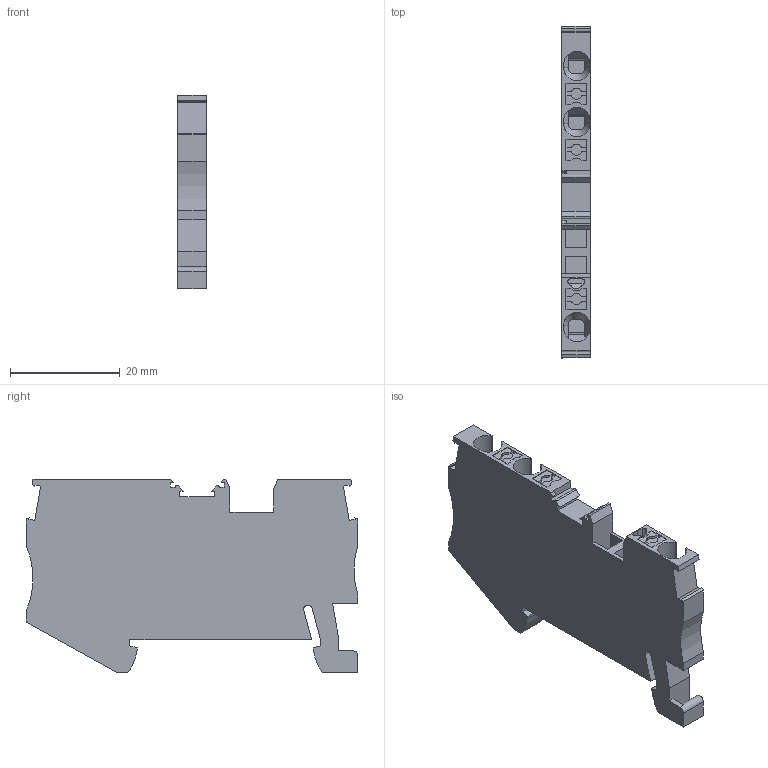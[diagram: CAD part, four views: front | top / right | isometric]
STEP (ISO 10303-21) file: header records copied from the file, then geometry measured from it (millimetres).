
FILE_DESCRIPTION(('Creo Elements/Direct Modeling STEP Export'),'2;1');
FILE_NAME('model.stp','2018-10-27T 0:22:25',(''),(''),'Creo Elements/Direct Modeling STEP processor for AP214 (Solid Model)','Creo Elements/Direct Modeling 18.1I 14-Aug-2016 (C) Parametric Technology GmbH','');
FILE_SCHEMA(('AUTOMOTIVE_DESIGN { 1 0 10303 214 1 1 1 1 }'));
Length unit declared in the file: millimetre
Products named in the file (2): PT_2.5-TWIN-BU-SELECT
Assembly tree (1 placements, depth 2):
  PT_2.5-TWIN-BU-SELECT
    PT_2.5-TWIN-BU-SELECT
Bounding box: 5.15 x 60.4 x 35.25 mm (x, y, z)
Volume: 7640.8 mm3; surface area: 5658.7 mm2
Topology: 1 solids, 1 shells, 211 faces, 603 edges, 398 vertices
Faces by surface type: plane 167, cylinder 30, torus 6, extrusion 5, cone 3
Entity records: 9820 total; most frequent: CARTESIAN_POINT 2593, ORIENTED_EDGE 1206, DIRECTION 1040, EDGE_CURVE 603, VECTOR 494, LINE 489, VERTEX_POINT 398, AXIS2_PLACEMENT_3D 273
